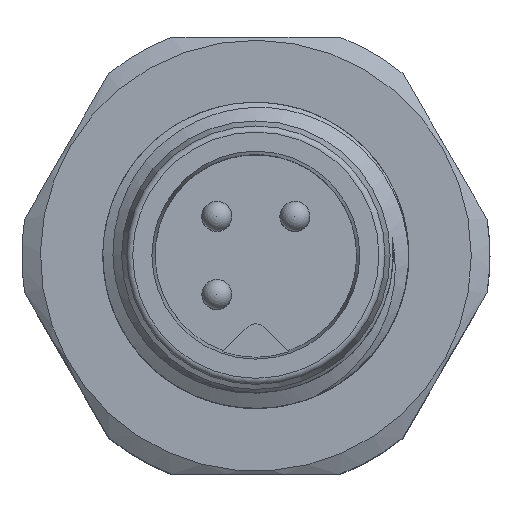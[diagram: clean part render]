
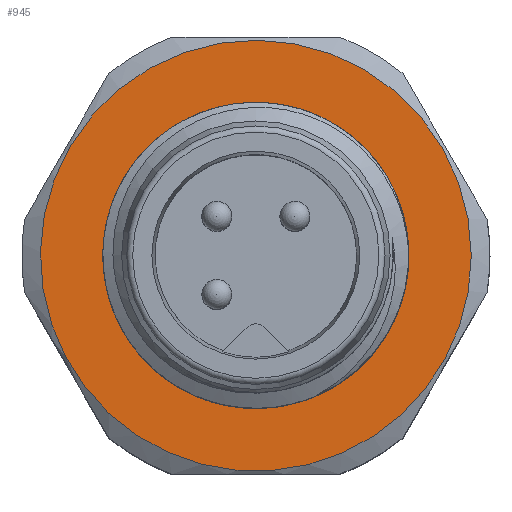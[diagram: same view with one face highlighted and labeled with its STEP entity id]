
A CAD part, top view. The second image highlights one B-rep face of the part: STEP entity #945.
In plain terms, the highlighted planar face has unit normal (0, 0, 1).
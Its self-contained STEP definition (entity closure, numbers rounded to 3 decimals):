
#791=PLANE('',#2199);
#847=FACE_BOUND('',#1146,.T.);
#848=FACE_BOUND('',#1147,.T.);
#945=ADVANCED_FACE('',(#847,#848),#791,.T.);
#1146=EDGE_LOOP('',(#1490));
#1147=EDGE_LOOP('',(#1491));
#1268=CIRCLE('',#2177,3.45);
#1275=CIRCLE('',#2198,2.45);
#1490=ORIENTED_EDGE('',*,*,#1959,.T.);
#1491=ORIENTED_EDGE('',*,*,#1934,.T.);
#1772=VERTEX_POINT('',#3648);
#1785=VERTEX_POINT('',#3718);
#1934=EDGE_CURVE('',#1772,#1772,#1268,.T.);
#1959=EDGE_CURVE('',#1785,#1785,#1275,.T.);
#2177=AXIS2_PLACEMENT_3D('',#3647,#2417,#2418);
#2198=AXIS2_PLACEMENT_3D('',#3717,#2471,#2472);
#2199=AXIS2_PLACEMENT_3D('',#3719,#2473,#2474);
#2417=DIRECTION('',(0.,0.,1.));
#2418=DIRECTION('',(1.,0.,0.));
#2471=DIRECTION('',(0.,0.,-1.));
#2472=DIRECTION('',(1.,0.,0.));
#2473=DIRECTION('',(0.,0.,1.));
#2474=DIRECTION('',(1.,0.,0.));
#3647=CARTESIAN_POINT('',(0.,0.,-1.6));
#3648=CARTESIAN_POINT('',(3.45,0.,-1.6));
#3717=CARTESIAN_POINT('',(0.,0.,-1.6));
#3718=CARTESIAN_POINT('',(2.45,0.,-1.6));
#3719=CARTESIAN_POINT('',(0.,0.,-1.6));
